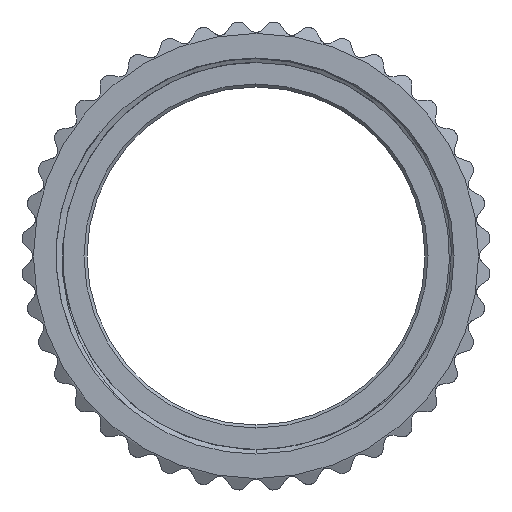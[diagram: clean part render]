
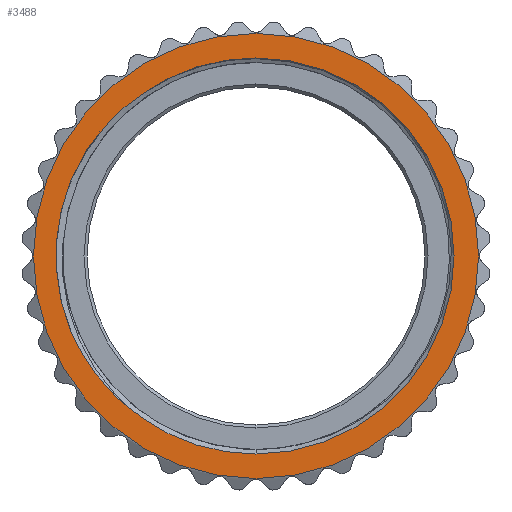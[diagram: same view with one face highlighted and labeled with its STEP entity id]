
A CAD part, front view. The second image highlights one B-rep face of the part: STEP entity #3488.
In plain terms, the highlighted planar face has unit normal (0, -1, 0).
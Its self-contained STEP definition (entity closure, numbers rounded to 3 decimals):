
#127 = CARTESIAN_POINT ( 'NONE',  ( -12.241, 0., 5.07 ) ) ;
#418 = DIRECTION ( 'NONE',  ( 0., -1., 0. ) ) ;
#440 = CARTESIAN_POINT ( 'NONE',  ( 0., 0., 0. ) ) ;
#500 = CARTESIAN_POINT ( 'NONE',  ( -12.241, 0., -5.07 ) ) ;
#687 = FACE_OUTER_BOUND ( 'NONE', #11032, .T. ) ;
#1020 = VERTEX_POINT ( 'NONE', #1421 ) ;
#1310 = DIRECTION ( 'NONE',  ( 0., 1., 0. ) ) ;
#1421 = CARTESIAN_POINT ( 'NONE',  ( 0., 0., -13.125 ) ) ;
#1434 = DIRECTION ( 'NONE',  ( 0., 1., 0. ) ) ;
#1766 = CARTESIAN_POINT ( 'NONE',  ( 0., 0., 0. ) ) ;
#1769 = DIRECTION ( 'NONE',  ( 0., 1., 0. ) ) ;
#1780 = EDGE_CURVE ( 'NONE', #1020, #9110, #2612, .T. ) ;
#1793 = EDGE_CURVE ( 'NONE', #2761, #6187, #7214, .T. ) ;
#1799 = ORIENTED_EDGE ( 'NONE', *, *, #6644, .T. ) ;
#2258 = DIRECTION ( 'NONE',  ( 0., 0., -1. ) ) ;
#2612 = CIRCLE ( 'NONE', #4812, 13.125 ) ;
#2689 = CARTESIAN_POINT ( 'NONE',  ( 0., 0., 13.125 ) ) ;
#2761 = VERTEX_POINT ( 'NONE', #127 ) ;
#2826 = AXIS2_PLACEMENT_3D ( 'NONE', #440, #1434, #5731 ) ;
#3323 = AXIS2_PLACEMENT_3D ( 'NONE', #11988, #12596, #7956 ) ;
#3488 = ADVANCED_FACE ( 'NONE', ( #12385, #687 ), #8840, .T. ) ;
#3809 = DIRECTION ( 'NONE',  ( 0., 0., -1. ) ) ;
#4391 = CIRCLE ( 'NONE', #11491, 13.125 ) ;
#4619 = ORIENTED_EDGE ( 'NONE', *, *, #1780, .T. ) ;
#4812 = AXIS2_PLACEMENT_3D ( 'NONE', #7499, #11837, #11750 ) ;
#5731 = DIRECTION ( 'NONE',  ( 0., 0., -1. ) ) ;
#5962 = DIRECTION ( 'NONE',  ( 0., 0., -1. ) ) ;
#6180 = EDGE_LOOP ( 'NONE', ( #7085, #1799, #4619, #11641, #6706, #9366 ) ) ;
#6187 = VERTEX_POINT ( 'NONE', #8680 ) ;
#6524 = EDGE_CURVE ( 'NONE', #12477, #11495, #9225, .T. ) ;
#6529 = CARTESIAN_POINT ( 'NONE',  ( 0., 0., -14.75 ) ) ;
#6644 = EDGE_CURVE ( 'NONE', #10913, #1020, #12809, .T. ) ;
#6687 = CARTESIAN_POINT ( 'NONE',  ( -7.479, 0., 10.786 ) ) ;
#6706 = ORIENTED_EDGE ( 'NONE', *, *, #8219, .T. ) ;
#6777 = CARTESIAN_POINT ( 'NONE',  ( -8.529, 0., 10.083 ) ) ;
#6889 = ORIENTED_EDGE ( 'NONE', *, *, #8794, .T. ) ;
#6909 = CARTESIAN_POINT ( 'NONE',  ( -9.457, 0., 9.245 ) ) ;
#6942 = CARTESIAN_POINT ( 'NONE',  ( -12.241, 0., 5.07 ) ) ;
#6961 = CARTESIAN_POINT ( 'NONE',  ( -11.989, 0., 5.65 ) ) ;
#7085 = ORIENTED_EDGE ( 'NONE', *, *, #11340, .T. ) ;
#7106 = EDGE_CURVE ( 'NONE', #9110, #9070, #9081, .T. ) ;
#7214 = B_SPLINE_CURVE_WITH_KNOTS ( 'NONE', 3,
 ( #6942, #6961, #7721, #7732, #7982, #6909, #6777, #6687 ),
 .UNSPECIFIED., .F., .F.,
 ( 4, 2, 2, 4 ),
 ( 0., 0.002, 0.004, 0.008 ),
 .UNSPECIFIED. ) ;
#7352 = CARTESIAN_POINT ( 'NONE',  ( 0., 0., 0. ) ) ;
#7499 = CARTESIAN_POINT ( 'NONE',  ( 0., 0., 0. ) ) ;
#7620 = CARTESIAN_POINT ( 'NONE',  ( 0., 0., 14.75 ) ) ;
#7721 = CARTESIAN_POINT ( 'NONE',  ( -11.696, 0., 6.211 ) ) ;
#7732 = CARTESIAN_POINT ( 'NONE',  ( -11.034, 0., 7.284 ) ) ;
#7956 = DIRECTION ( 'NONE',  ( 0., 0., -1. ) ) ;
#7982 = CARTESIAN_POINT ( 'NONE',  ( -10.663, 0., 7.799 ) ) ;
#8219 = EDGE_CURVE ( 'NONE', #9070, #2761, #11093, .T. ) ;
#8363 = DIRECTION ( 'NONE',  ( 0., 0., -1. ) ) ;
#8680 = CARTESIAN_POINT ( 'NONE',  ( -7.479, 0., 10.786 ) ) ;
#8794 = EDGE_CURVE ( 'NONE', #11495, #12477, #12527, .T. ) ;
#8840 = PLANE ( 'NONE',  #11347 ) ;
#9070 = VERTEX_POINT ( 'NONE', #500 ) ;
#9081 = B_SPLINE_CURVE_WITH_KNOTS ( 'NONE', 3,
 ( #11062, #12234, #11016, #11000, #10920, #10761, #10620, #10403, #10362, #10232, #10183, #10129 ),
 .UNSPECIFIED., .F., .F.,
 ( 4, 2, 2, 2, 2, 4 ),
 ( 0.018, 0.02, 0.021, 0.022, 0.024, 0.026 ),
 .UNSPECIFIED. ) ;
#9110 = VERTEX_POINT ( 'NONE', #10675 ) ;
#9225 = CIRCLE ( 'NONE', #3323, 14.75 ) ;
#9366 = ORIENTED_EDGE ( 'NONE', *, *, #1793, .T. ) ;
#10129 = CARTESIAN_POINT ( 'NONE',  ( -12.241, 0., -5.07 ) ) ;
#10183 = CARTESIAN_POINT ( 'NONE',  ( -11.989, 0., -5.65 ) ) ;
#10232 = CARTESIAN_POINT ( 'NONE',  ( -11.698, 0., -6.207 ) ) ;
#10362 = CARTESIAN_POINT ( 'NONE',  ( -11.04, 0., -7.276 ) ) ;
#10403 = CARTESIAN_POINT ( 'NONE',  ( -10.67, 0., -7.791 ) ) ;
#10513 = AXIS2_PLACEMENT_3D ( 'NONE', #1766, #1769, #2258 ) ;
#10620 = CARTESIAN_POINT ( 'NONE',  ( -10.065, 0., -8.516 ) ) ;
#10675 = CARTESIAN_POINT ( 'NONE',  ( -7.479, 0., -10.786 ) ) ;
#10761 = CARTESIAN_POINT ( 'NONE',  ( -9.855, 0., -8.751 ) ) ;
#10913 = VERTEX_POINT ( 'NONE', #2689 ) ;
#10920 = CARTESIAN_POINT ( 'NONE',  ( -9.418, 0., -9.205 ) ) ;
#11000 = CARTESIAN_POINT ( 'NONE',  ( -9.19, 0., -9.425 ) ) ;
#11016 = CARTESIAN_POINT ( 'NONE',  ( -8.49, 0., -10.056 ) ) ;
#11032 = EDGE_LOOP ( 'NONE', ( #11452, #6889 ) ) ;
#11062 = CARTESIAN_POINT ( 'NONE',  ( -7.479, 0., -10.786 ) ) ;
#11093 = CIRCLE ( 'NONE', #2826, 13.249 ) ;
#11340 = EDGE_CURVE ( 'NONE', #6187, #10913, #4391, .T. ) ;
#11347 = AXIS2_PLACEMENT_3D ( 'NONE', #11456, #418, #3809 ) ;
#11452 = ORIENTED_EDGE ( 'NONE', *, *, #6524, .T. ) ;
#11456 = CARTESIAN_POINT ( 'NONE',  ( 12.375, 0., 0. ) ) ;
#11491 = AXIS2_PLACEMENT_3D ( 'NONE', #7352, #1310, #8363 ) ;
#11495 = VERTEX_POINT ( 'NONE', #7620 ) ;
#11641 = ORIENTED_EDGE ( 'NONE', *, *, #7106, .T. ) ;
#11750 = DIRECTION ( 'NONE',  ( 0., 0., -1. ) ) ;
#11815 = CARTESIAN_POINT ( 'NONE',  ( 0., 0., 0. ) ) ;
#11837 = DIRECTION ( 'NONE',  ( 0., 1., 0. ) ) ;
#11988 = CARTESIAN_POINT ( 'NONE',  ( 0., 0., 0. ) ) ;
#12021 = AXIS2_PLACEMENT_3D ( 'NONE', #11815, #12812, #5962 ) ;
#12234 = CARTESIAN_POINT ( 'NONE',  ( -7.997, 0., -10.439 ) ) ;
#12385 = FACE_BOUND ( 'NONE', #6180, .T. ) ;
#12477 = VERTEX_POINT ( 'NONE', #6529 ) ;
#12527 = CIRCLE ( 'NONE', #12021, 14.75 ) ;
#12596 = DIRECTION ( 'NONE',  ( 0., -1., 0. ) ) ;
#12809 = CIRCLE ( 'NONE', #10513, 13.125 ) ;
#12812 = DIRECTION ( 'NONE',  ( 0., -1., 0. ) ) ;
